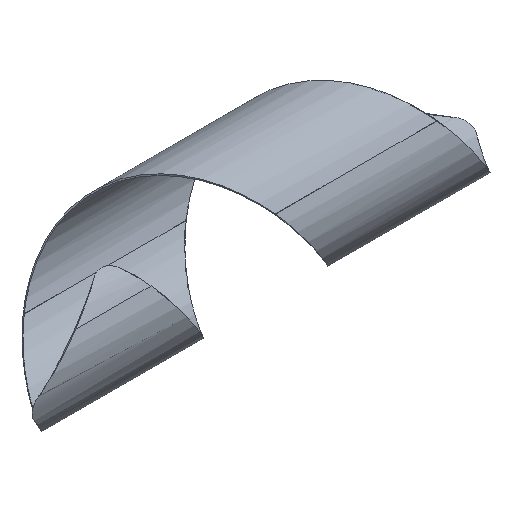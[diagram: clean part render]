
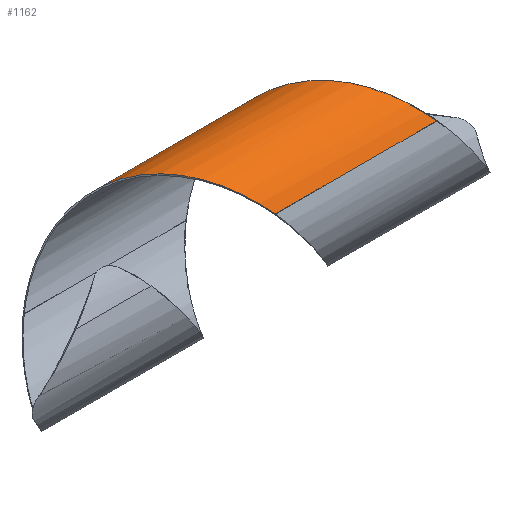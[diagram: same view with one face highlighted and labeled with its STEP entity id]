
A CAD part, isometric view. The second image highlights one B-rep face of the part: STEP entity #1162.
In plain terms, the highlighted cylindrical face has radius 0.497 mm (diameter 0.995 mm), a partial arc.
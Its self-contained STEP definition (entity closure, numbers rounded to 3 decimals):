
#8 = CARTESIAN_POINT ( 'NONE',  ( 27.733, -0.852, -0.127 ) ) ;
#16 = CARTESIAN_POINT ( 'NONE',  ( 26.725, -0.083, -0.771 ) ) ;
#22 = CARTESIAN_POINT ( 'NONE',  ( 26.121, -0.345, -0.015 ) ) ;
#72 = CARTESIAN_POINT ( 'NONE',  ( 26.58, -0.922, -0.236 ) ) ;
#93 = CARTESIAN_POINT ( 'NONE',  ( 28.657, -0.083, -0.771 ) ) ;
#97 = CYLINDRICAL_SURFACE ( 'NONE', #406, 0.498 ) ;
#99 = CARTESIAN_POINT ( 'NONE',  ( 27.092, -0.045, -0.269 ) ) ;
#105 = CARTESIAN_POINT ( 'NONE',  ( 28.657, -0.922, -0.236 ) ) ;
#108 = CARTESIAN_POINT ( 'NONE',  ( 26.725, -0.083, -0.771 ) ) ;
#132 = ORIENTED_EDGE ( 'NONE', *, *, #229, .F. ) ;
#203 = CARTESIAN_POINT ( 'NONE',  ( 26.488, -0.852, -0.127 ) ) ;
#224 = VERTEX_POINT ( 'NONE', #16 ) ;
#229 = EDGE_CURVE ( 'NONE', #1048, #875, #609, .T. ) ;
#288 = EDGE_CURVE ( 'NONE', #224, #1128, #930, .T. ) ;
#289 = CARTESIAN_POINT ( 'NONE',  ( 27.458, -0.483, 0.01 ) ) ;
#364 = VECTOR ( 'NONE', #533, 1000. ) ;
#371 = CARTESIAN_POINT ( 'NONE',  ( 26.817, -0.013, -0.661 ) ) ;
#385 = DIRECTION ( 'NONE',  ( 0., -0.843, 0.538 ) ) ;
#386 = CARTESIAN_POINT ( 'NONE',  ( 26.58, -0.922, -0.236 ) ) ;
#392 = CARTESIAN_POINT ( 'NONE',  ( 25.48, -0.083, -0.771 ) ) ;
#406 = AXIS2_PLACEMENT_3D ( 'NONE', #657, #490, #385 ) ;
#423 = LINE ( 'NONE', #93, #364 ) ;
#462 = EDGE_CURVE ( 'NONE', #224, #875, #423, .T. ) ;
#474 = CARTESIAN_POINT ( 'NONE',  ( 27.367, -0.345, -0.015 ) ) ;
#479 = DIRECTION ( 'NONE',  ( -1., 0., 0. ) ) ;
#490 = DIRECTION ( 'NONE',  ( -1., 0., 0. ) ) ;
#533 = DIRECTION ( 'NONE',  ( -1., 0., 0. ) ) ;
#558 = CARTESIAN_POINT ( 'NONE',  ( 26.909, 0.011, -0.524 ) ) ;
#581 = LINE ( 'NONE', #105, #843 ) ;
#602 = ORIENTED_EDGE ( 'NONE', *, *, #1131, .F. ) ;
#608 = ORIENTED_EDGE ( 'NONE', *, *, #288, .F. ) ;
#609 = B_SPLINE_CURVE_WITH_KNOTS ( 'NONE', 3,
 ( #386, #203, #844, #1012, #22, #756, #837, #917, #665, #392 ),
 .UNSPECIFIED., .F., .F.,
 ( 4, 2, 2, 2, 4 ),
 ( 0.002, 0.003, 0.003, 0.004, 0.004 ),
 .UNSPECIFIED. ) ;
#657 = CARTESIAN_POINT ( 'NONE',  ( 28.657, -0.502, -0.504 ) ) ;
#665 = CARTESIAN_POINT ( 'NONE',  ( 25.572, -0.013, -0.661 ) ) ;
#669 = CARTESIAN_POINT ( 'NONE',  ( 25.48, -0.083, -0.771 ) ) ;
#752 = CARTESIAN_POINT ( 'NONE',  ( 27.825, -0.922, -0.236 ) ) ;
#756 = CARTESIAN_POINT ( 'NONE',  ( 25.938, -0.126, -0.154 ) ) ;
#760 = FACE_OUTER_BOUND ( 'NONE', #782, .T. ) ;
#782 = EDGE_LOOP ( 'NONE', ( #608, #1137, #132, #602 ) ) ;
#837 = CARTESIAN_POINT ( 'NONE',  ( 25.847, -0.045, -0.269 ) ) ;
#843 = VECTOR ( 'NONE', #479, 1000. ) ;
#844 = CARTESIAN_POINT ( 'NONE',  ( 26.397, -0.737, -0.046 ) ) ;
#875 = VERTEX_POINT ( 'NONE', #669 ) ;
#917 = CARTESIAN_POINT ( 'NONE',  ( 25.663, 0.011, -0.523 ) ) ;
#930 = B_SPLINE_CURVE_WITH_KNOTS ( 'NONE', 3,
 ( #108, #371, #558, #99, #1103, #474, #289, #937, #8, #752 ),
 .UNSPECIFIED., .F., .F.,
 ( 4, 2, 2, 2, 4 ),
 ( 0.002, 0.003, 0.003, 0.004, 0.004 ),
 .UNSPECIFIED. ) ;
#937 = CARTESIAN_POINT ( 'NONE',  ( 27.642, -0.737, -0.046 ) ) ;
#1001 = CARTESIAN_POINT ( 'NONE',  ( 27.825, -0.922, -0.236 ) ) ;
#1012 = CARTESIAN_POINT ( 'NONE',  ( 26.213, -0.483, 0.01 ) ) ;
#1048 = VERTEX_POINT ( 'NONE', #72 ) ;
#1103 = CARTESIAN_POINT ( 'NONE',  ( 27.184, -0.125, -0.154 ) ) ;
#1128 = VERTEX_POINT ( 'NONE', #1001 ) ;
#1131 = EDGE_CURVE ( 'NONE', #1128, #1048, #581, .T. ) ;
#1137 = ORIENTED_EDGE ( 'NONE', *, *, #462, .T. ) ;
#1162 = ADVANCED_FACE ( 'NONE', ( #760 ), #97, .T. ) ;
